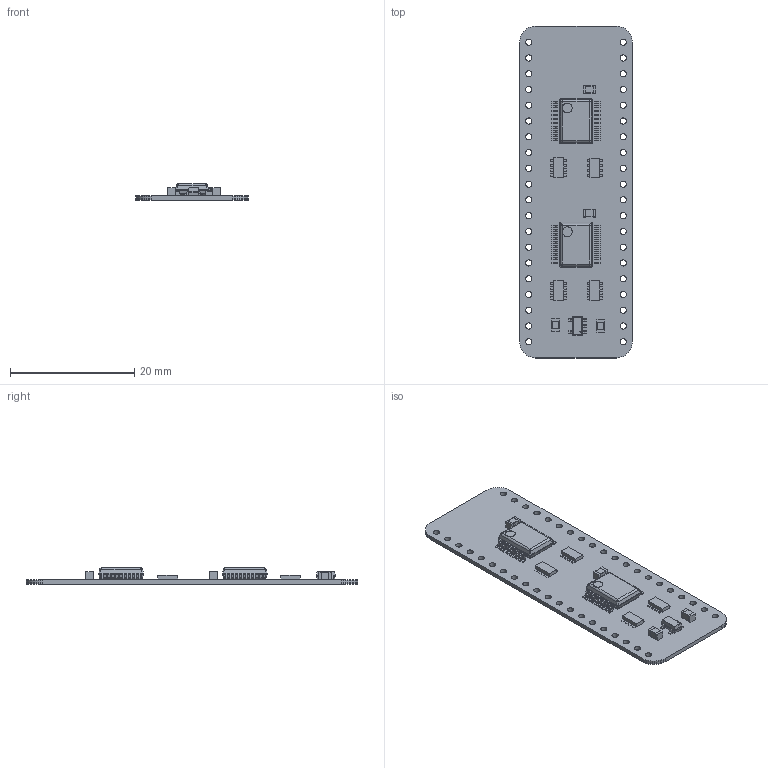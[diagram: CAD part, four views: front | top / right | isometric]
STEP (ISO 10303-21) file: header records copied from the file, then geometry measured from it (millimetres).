
FILE_DESCRIPTION(('KiCad electronic assembly'),'2;1');
FILE_NAME('Data and Signal Buffer.step','2023-10-20T17:12:19',('Pcbnew') ,('Kicad'),'Open CASCADE STEP processor 7.6','KiCad to STEP converter' ,'Unknown');
FILE_SCHEMA(('AUTOMOTIVE_DESIGN { 1 0 10303 214 1 1 1 1 }'));
Length unit declared in the file: millimetre
Products named in the file (10): Data and Signal Buffer 1; SN74ABT245BDBR; COMPOUND; C_0805_2012Metric; SOLID; CAY16-470J4LF; AP7365-33WG-7; Data and Signal Buffer PCB
Assembly tree (16 placements, depth 3):
  Data and Signal Buffer 1
    SN74ABT245BDBR  x2
      COMPOUND
    C_0805_2012Metric  x4
      SOLID
    CAY16-470J4LF  x4
      COMPOUND
    AP7365-33WG-7
      COMPOUND
    Data and Signal Buffer PCB
Bounding box: 18.13 x 53.49 x 2.63 mm (x, y, z)
Volume: 795.1 mm3; surface area: 2495.6 mm2
Topology: 89 solids, 89 shells, 1165 faces, 2870 edges, 1892 vertices
Faces by surface type: plane 833, cylinder 316, bspline 16
Full cylindrical faces by diameter (mm): 0.2 x1, 1 x40
Entity records: 41504 total; most frequent: CARTESIAN_POINT 10408, DIRECTION 5726, LINE 3777, VECTOR 3777, ORIENTED_EDGE 3010, PCURVE 3010, DEFINITIONAL_REPRESENTATION 3010, EDGE_CURVE 1505
